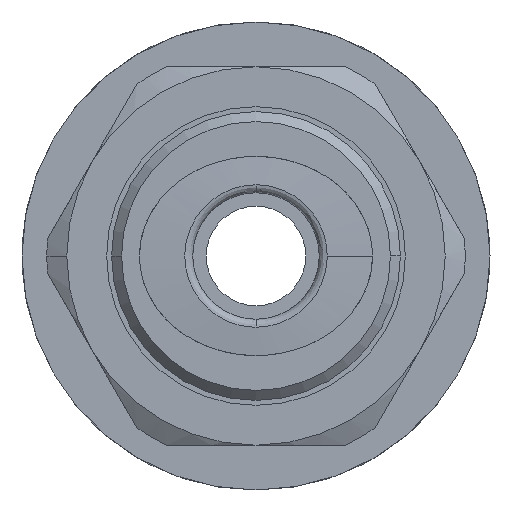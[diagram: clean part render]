
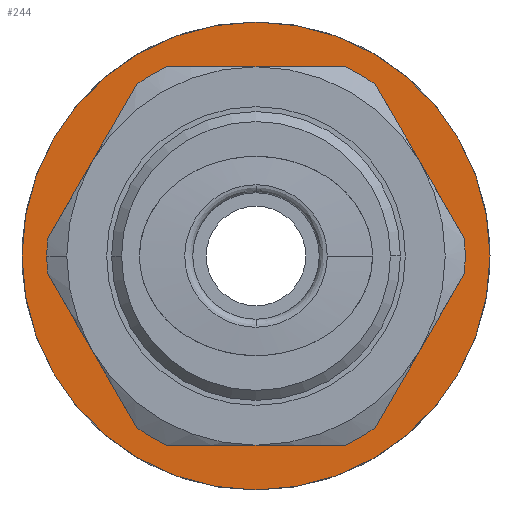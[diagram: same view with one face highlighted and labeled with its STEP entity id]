
A CAD part, front view. The second image highlights one B-rep face of the part: STEP entity #244.
In plain terms, the highlighted planar face has unit normal (0, -1, 0).
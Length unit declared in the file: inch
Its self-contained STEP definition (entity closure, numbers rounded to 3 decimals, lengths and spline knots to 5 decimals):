
#27 = DIRECTION ( 'NONE',  ( 0., -1., 0. ) ) ;
#67 = DIRECTION ( 'NONE',  ( 0., -1., 0. ) ) ;
#79 = CARTESIAN_POINT ( 'NONE',  ( -0.23587, -0.24409, -0.33949 ) ) ;
#97 = AXIS2_PLACEMENT_3D ( 'NONE', #2094, #27, #2447 ) ;
#161 = ORIENTED_EDGE ( 'NONE', *, *, #3838, .F. ) ;
#228 = CARTESIAN_POINT ( 'NONE',  ( 0., -0.24409, 0. ) ) ;
#231 = CARTESIAN_POINT ( 'NONE',  ( 0.41194, -0.24409, -0.03453 ) ) ;
#244 = ADVANCED_FACE ( 'NONE', ( #1238, #2146 ), #1109, .T. ) ;
#279 = VERTEX_POINT ( 'NONE', #452 ) ;
#290 = DIRECTION ( 'NONE',  ( -1., 0., 0. ) ) ;
#321 = EDGE_CURVE ( 'NONE', #1990, #1895, #2841, .T. ) ;
#360 = CIRCLE ( 'NONE', #2177, 0.4626 ) ;
#366 = DIRECTION ( 'NONE',  ( 0., -1., 0. ) ) ;
#373 = EDGE_CURVE ( 'NONE', #2689, #2434, #3510, .T. ) ;
#383 = ORIENTED_EDGE ( 'NONE', *, *, #3899, .F. ) ;
#411 = CARTESIAN_POINT ( 'NONE',  ( -0.17607, -0.24409, 0.37402 ) ) ;
#446 = DIRECTION ( 'NONE',  ( 0., -1., 0. ) ) ;
#447 = DIRECTION ( 'NONE',  ( 0., -1., 0. ) ) ;
#452 = CARTESIAN_POINT ( 'NONE',  ( 0.4626, -0.24409, 0. ) ) ;
#477 = AXIS2_PLACEMENT_3D ( 'NONE', #2135, #67, #2485 ) ;
#577 = DIRECTION ( 'NONE',  ( -1., 0., 0. ) ) ;
#605 = ORIENTED_EDGE ( 'NONE', *, *, #3125, .F. ) ;
#606 = EDGE_CURVE ( 'NONE', #2203, #1833, #1177, .T. ) ;
#673 = CARTESIAN_POINT ( 'NONE',  ( 0.17607, -0.24409, -0.37402 ) ) ;
#718 = CARTESIAN_POINT ( 'NONE',  ( 0., -0.24409, 0. ) ) ;
#744 = CIRCLE ( 'NONE', #3031, 0.41339 ) ;
#868 = EDGE_CURVE ( 'NONE', #3424, #2203, #967, .T. ) ;
#872 = ORIENTED_EDGE ( 'NONE', *, *, #2962, .T. ) ;
#884 = ORIENTED_EDGE ( 'NONE', *, *, #868, .F. ) ;
#967 = CIRCLE ( 'NONE', #1202, 0.41339 ) ;
#971 = EDGE_CURVE ( 'NONE', #1895, #3407, #744, .T. ) ;
#1014 = ORIENTED_EDGE ( 'NONE', *, *, #321, .F. ) ;
#1070 = CIRCLE ( 'NONE', #477, 0.41339 ) ;
#1072 = DIRECTION ( 'NONE',  ( -1., 0., 0. ) ) ;
#1109 = PLANE ( 'NONE',  #1820 ) ;
#1112 = EDGE_CURVE ( 'NONE', #3407, #1468, #3046, .T. ) ;
#1170 = LINE ( 'NONE', #2931, #2778 ) ;
#1176 = CARTESIAN_POINT ( 'NONE',  ( 0., -0.24409, 0. ) ) ;
#1177 = LINE ( 'NONE', #1679, #2084 ) ;
#1183 = CARTESIAN_POINT ( 'NONE',  ( 0., -0.24409, 0.37402 ) ) ;
#1202 = AXIS2_PLACEMENT_3D ( 'NONE', #718, #3106, #1072 ) ;
#1233 = VECTOR ( 'NONE', #3887, 39.37008 ) ;
#1238 = FACE_BOUND ( 'NONE', #2475, .T. ) ;
#1254 = ORIENTED_EDGE ( 'NONE', *, *, #1775, .F. ) ;
#1306 = VERTEX_POINT ( 'NONE', #2290 ) ;
#1399 = EDGE_CURVE ( 'NONE', #1833, #1306, #1488, .T. ) ;
#1434 = CARTESIAN_POINT ( 'NONE',  ( -0.43799, -0.24409, 0. ) ) ;
#1468 = VERTEX_POINT ( 'NONE', #411 ) ;
#1488 = CIRCLE ( 'NONE', #97, 0.41339 ) ;
#1517 = DIRECTION ( 'NONE',  ( -1., 0., 0. ) ) ;
#1559 = CARTESIAN_POINT ( 'NONE',  ( 0.41194, -0.24409, 0.03453 ) ) ;
#1568 = EDGE_CURVE ( 'NONE', #4290, #279, #360, .T. ) ;
#1679 = CARTESIAN_POINT ( 'NONE',  ( -0.43188, -0.24409, 0. ) ) ;
#1712 = ORIENTED_EDGE ( 'NONE', *, *, #971, .F. ) ;
#1721 = VERTEX_POINT ( 'NONE', #2087 ) ;
#1754 = LINE ( 'NONE', #3876, #4336 ) ;
#1755 = ORIENTED_EDGE ( 'NONE', *, *, #373, .F. ) ;
#1775 = EDGE_CURVE ( 'NONE', #2636, #1990, #1070, .T. ) ;
#1785 = DIRECTION ( 'NONE',  ( 0., 0., -1. ) ) ;
#1820 = AXIS2_PLACEMENT_3D ( 'NONE', #1434, #3819, #1785 ) ;
#1828 = DIRECTION ( 'NONE',  ( -0.5, 0., 0.866 ) ) ;
#1833 = VERTEX_POINT ( 'NONE', #79 ) ;
#1848 = DIRECTION ( 'NONE',  ( 0.5, 0., 0.866 ) ) ;
#1886 = ORIENTED_EDGE ( 'NONE', *, *, #1112, .F. ) ;
#1895 = VERTEX_POINT ( 'NONE', #2863 ) ;
#1990 = VERTEX_POINT ( 'NONE', #1559 ) ;
#2084 = VECTOR ( 'NONE', #3710, 39.37008 ) ;
#2087 = CARTESIAN_POINT ( 'NONE',  ( -0.41194, -0.24409, 0.03453 ) ) ;
#2094 = CARTESIAN_POINT ( 'NONE',  ( 0., -0.24409, 0. ) ) ;
#2135 = CARTESIAN_POINT ( 'NONE',  ( 0., -0.24409, 0. ) ) ;
#2146 = FACE_OUTER_BOUND ( 'NONE', #2694, .T. ) ;
#2161 = DIRECTION ( 'NONE',  ( 1., 0., 0. ) ) ;
#2177 = AXIS2_PLACEMENT_3D ( 'NONE', #4349, #2350, #290 ) ;
#2203 = VERTEX_POINT ( 'NONE', #3228 ) ;
#2238 = CIRCLE ( 'NONE', #3851, 0.41339 ) ;
#2251 = VECTOR ( 'NONE', #1828, 39.37008 ) ;
#2260 = ORIENTED_EDGE ( 'NONE', *, *, #1399, .F. ) ;
#2290 = CARTESIAN_POINT ( 'NONE',  ( -0.17607, -0.24409, -0.37402 ) ) ;
#2294 = AXIS2_PLACEMENT_3D ( 'NONE', #2506, #447, #2847 ) ;
#2350 = DIRECTION ( 'NONE',  ( 0., -1., 0. ) ) ;
#2432 = CARTESIAN_POINT ( 'NONE',  ( 0., -0.24409, 0. ) ) ;
#2434 = VERTEX_POINT ( 'NONE', #2888 ) ;
#2447 = DIRECTION ( 'NONE',  ( -1., 0., 0. ) ) ;
#2475 = EDGE_LOOP ( 'NONE', ( #4299, #161, #383, #1886, #1712, #1014, #1254, #2794, #1755, #605, #2260, #3520, #884 ) ) ;
#2485 = DIRECTION ( 'NONE',  ( -1., 0., 0. ) ) ;
#2505 = CARTESIAN_POINT ( 'NONE',  ( 0., -0.24409, 0. ) ) ;
#2506 = CARTESIAN_POINT ( 'NONE',  ( 0., -0.24409, 0. ) ) ;
#2633 = DIRECTION ( 'NONE',  ( 0., -1., 0. ) ) ;
#2636 = VERTEX_POINT ( 'NONE', #231 ) ;
#2662 = CIRCLE ( 'NONE', #4153, 0.41339 ) ;
#2667 = VECTOR ( 'NONE', #2161, 39.37008 ) ;
#2689 = VERTEX_POINT ( 'NONE', #673 ) ;
#2694 = EDGE_LOOP ( 'NONE', ( #4198, #872 ) ) ;
#2752 = AXIS2_PLACEMENT_3D ( 'NONE', #1176, #3544, #1517 ) ;
#2764 = CARTESIAN_POINT ( 'NONE',  ( 0.17607, -0.24409, 0.37402 ) ) ;
#2769 = DIRECTION ( 'NONE',  ( -1., 0., 0. ) ) ;
#2778 = VECTOR ( 'NONE', #3267, 39.37008 ) ;
#2794 = ORIENTED_EDGE ( 'NONE', *, *, #3230, .F. ) ;
#2841 = LINE ( 'NONE', #4186, #2251 ) ;
#2846 = DIRECTION ( 'NONE',  ( -1., 0., 0. ) ) ;
#2847 = DIRECTION ( 'NONE',  ( -1., 0., 0. ) ) ;
#2863 = CARTESIAN_POINT ( 'NONE',  ( 0.23587, -0.24409, 0.33949 ) ) ;
#2888 = CARTESIAN_POINT ( 'NONE',  ( 0.23587, -0.24409, -0.33949 ) ) ;
#2931 = CARTESIAN_POINT ( 'NONE',  ( -0.21594, -0.24409, 0.37402 ) ) ;
#2962 = EDGE_CURVE ( 'NONE', #279, #4290, #3869, .T. ) ;
#3031 = AXIS2_PLACEMENT_3D ( 'NONE', #2505, #446, #2846 ) ;
#3046 = LINE ( 'NONE', #1183, #1233 ) ;
#3101 = VERTEX_POINT ( 'NONE', #3166 ) ;
#3106 = DIRECTION ( 'NONE',  ( 0., -1., 0. ) ) ;
#3125 = EDGE_CURVE ( 'NONE', #1306, #2689, #3555, .T. ) ;
#3166 = CARTESIAN_POINT ( 'NONE',  ( -0.23587, -0.24409, 0.33949 ) ) ;
#3228 = CARTESIAN_POINT ( 'NONE',  ( -0.41194, -0.24409, -0.03453 ) ) ;
#3230 = EDGE_CURVE ( 'NONE', #2434, #2636, #1754, .T. ) ;
#3267 = DIRECTION ( 'NONE',  ( -0.5, 0., -0.866 ) ) ;
#3407 = VERTEX_POINT ( 'NONE', #2764 ) ;
#3424 = VERTEX_POINT ( 'NONE', #3787 ) ;
#3510 = CIRCLE ( 'NONE', #2752, 0.41339 ) ;
#3520 = ORIENTED_EDGE ( 'NONE', *, *, #606, .F. ) ;
#3544 = DIRECTION ( 'NONE',  ( 0., -1., 0. ) ) ;
#3555 = LINE ( 'NONE', #3841, #2667 ) ;
#3710 = DIRECTION ( 'NONE',  ( 0.5, 0., -0.866 ) ) ;
#3787 = CARTESIAN_POINT ( 'NONE',  ( -0.41339, -0.24409, 0. ) ) ;
#3819 = DIRECTION ( 'NONE',  ( 0., -1., 0. ) ) ;
#3837 = CARTESIAN_POINT ( 'NONE',  ( -0.4626, -0.24409, 0. ) ) ;
#3838 = EDGE_CURVE ( 'NONE', #3101, #1721, #1170, .T. ) ;
#3841 = CARTESIAN_POINT ( 'NONE',  ( -0.21594, -0.24409, -0.37402 ) ) ;
#3851 = AXIS2_PLACEMENT_3D ( 'NONE', #2432, #366, #2769 ) ;
#3869 = CIRCLE ( 'NONE', #2294, 0.4626 ) ;
#3876 = CARTESIAN_POINT ( 'NONE',  ( 0.21594, -0.24409, -0.37402 ) ) ;
#3887 = DIRECTION ( 'NONE',  ( -1., 0., 0. ) ) ;
#3899 = EDGE_CURVE ( 'NONE', #1468, #3101, #2662, .T. ) ;
#4104 = EDGE_CURVE ( 'NONE', #1721, #3424, #2238, .T. ) ;
#4153 = AXIS2_PLACEMENT_3D ( 'NONE', #228, #2633, #577 ) ;
#4186 = CARTESIAN_POINT ( 'NONE',  ( 0.43188, -0.24409, 0. ) ) ;
#4198 = ORIENTED_EDGE ( 'NONE', *, *, #1568, .T. ) ;
#4290 = VERTEX_POINT ( 'NONE', #3837 ) ;
#4299 = ORIENTED_EDGE ( 'NONE', *, *, #4104, .F. ) ;
#4336 = VECTOR ( 'NONE', #1848, 39.37008 ) ;
#4349 = CARTESIAN_POINT ( 'NONE',  ( 0., -0.24409, 0. ) ) ;
